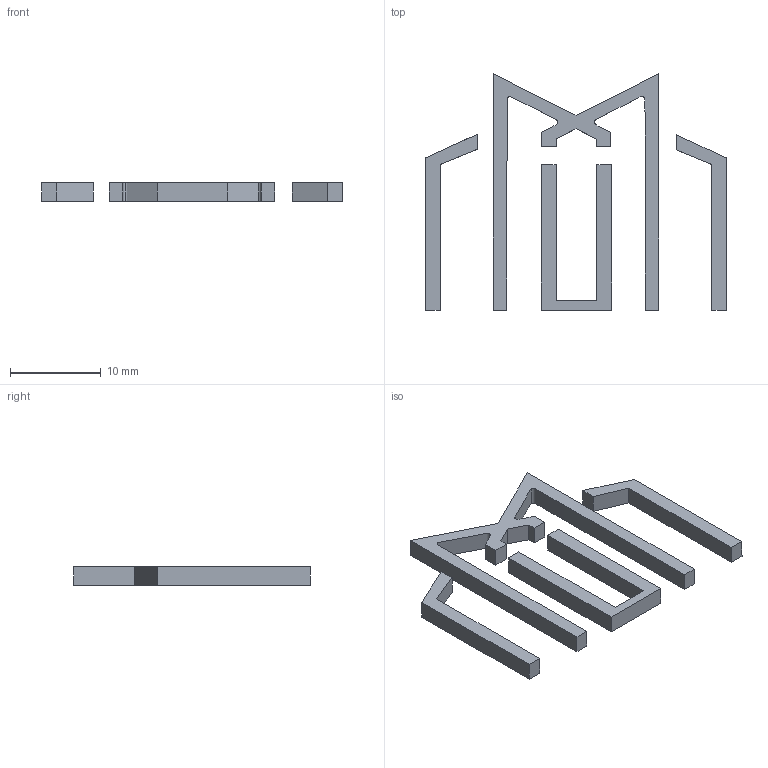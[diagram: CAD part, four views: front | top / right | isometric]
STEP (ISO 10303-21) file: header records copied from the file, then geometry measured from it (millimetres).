
FILE_DESCRIPTION(/* description */ (''),/* implementation_level */ '2;1');
FILE_NAME(/* name */ 'Spindle Mount v2.step',/* time_stamp */ '2024-02-10T14:28:22-05:00',/* author */ (''),/* organization */ (''),/* preprocessor_version */ 'ST-DEVELOPER v20',/* originating_system */ 'Autodesk Translation Framework v12.20.1.177',/* authorisation */ '');
FILE_SCHEMA (('AUTOMOTIVE_DESIGN { 1 0 10303 214 3 1 1 }'));
Length unit declared in the file: millimetre
Products named in the file (2): Spindle  Mount; Logo insert
Assembly tree (1 placements, depth 2):
  Spindle  Mount
    Logo insert
Bounding box: 33.22 x 26.06 x 2 mm (x, y, z)
Volume: 480.2 mm3; surface area: 1119.4 mm2
Topology: 4 solids, 4 shells, 48 faces, 120 edges, 80 vertices
Faces by surface type: plane 40, bspline 8
Entity records: 2141 total; most frequent: CARTESIAN_POINT 989, ORIENTED_EDGE 240, DIRECTION 189, EDGE_CURVE 120, LINE 103, VECTOR 103, VERTEX_POINT 80, FACE_OUTER_BOUND 48
